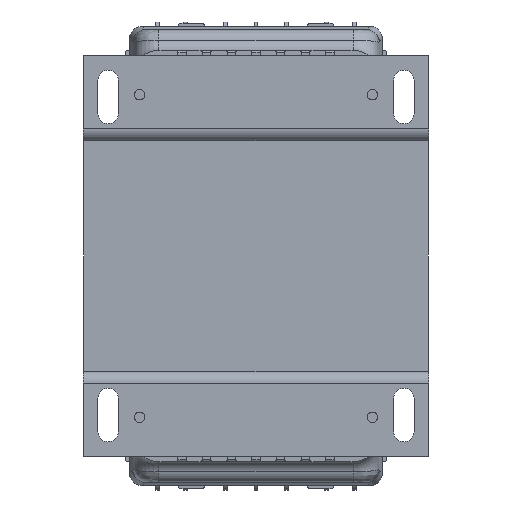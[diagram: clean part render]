
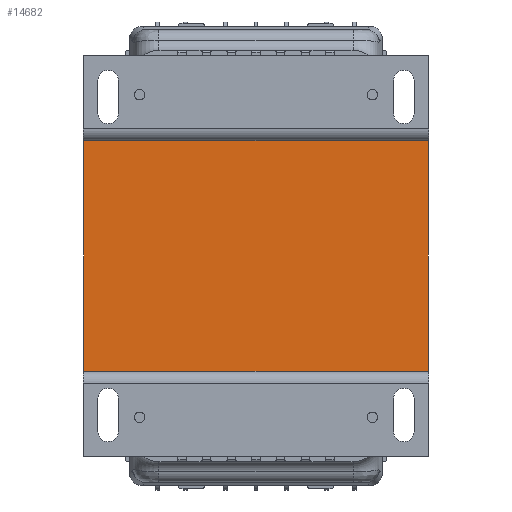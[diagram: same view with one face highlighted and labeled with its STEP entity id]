
A CAD part, front view. The second image highlights one B-rep face of the part: STEP entity #14682.
In plain terms, the highlighted planar face has unit normal (0, -1, 0).
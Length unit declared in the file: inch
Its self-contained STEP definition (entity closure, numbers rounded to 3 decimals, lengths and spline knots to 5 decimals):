
#963 = ORIENTED_EDGE ( 'NONE', *, *, #9146, .F. ) ;
#1699 = CARTESIAN_POINT ( 'NONE',  ( 3.0915, -1.52919, -1.75197 ) ) ;
#2228 = EDGE_CURVE ( 'NONE', #13481, #15519, #4054, .T. ) ;
#2353 = FACE_OUTER_BOUND ( 'NONE', #14013, .T. ) ;
#2549 = DIRECTION ( 'NONE',  ( -1., 0., 0. ) ) ;
#2929 = CARTESIAN_POINT ( 'NONE',  ( -2.15259, -1.52919, 1.75197 ) ) ;
#3003 = VECTOR ( 'NONE', #17557, 39.37008 ) ;
#3131 = VECTOR ( 'NONE', #6667, 39.37008 ) ;
#3486 = CARTESIAN_POINT ( 'NONE',  ( -2.15259, -1.52919, 1.75197 ) ) ;
#3795 = LINE ( 'NONE', #14592, #6006 ) ;
#4054 = LINE ( 'NONE', #3486, #10984 ) ;
#4616 = VERTEX_POINT ( 'NONE', #14934 ) ;
#6006 = VECTOR ( 'NONE', #16128, 39.37008 ) ;
#6667 = DIRECTION ( 'NONE',  ( 0., 0., 1. ) ) ;
#7207 = EDGE_CURVE ( 'NONE', #15519, #16545, #8748, .T. ) ;
#8049 = CARTESIAN_POINT ( 'NONE',  ( -2.15259, -1.52919, 1.75197 ) ) ;
#8748 = LINE ( 'NONE', #14661, #3003 ) ;
#9134 = LINE ( 'NONE', #9729, #3131 ) ;
#9146 = EDGE_CURVE ( 'NONE', #16545, #4616, #3795, .T. ) ;
#9313 = EDGE_CURVE ( 'NONE', #4616, #13481, #9134, .T. ) ;
#9560 = PLANE ( 'NONE',  #12523 ) ;
#9729 = CARTESIAN_POINT ( 'NONE',  ( -2.15259, -1.52919, 1.75197 ) ) ;
#10984 = VECTOR ( 'NONE', #15566, 39.37008 ) ;
#10990 = DIRECTION ( 'NONE',  ( 0., 1., 0. ) ) ;
#12523 = AXIS2_PLACEMENT_3D ( 'NONE', #8049, #10990, #2549 ) ;
#13481 = VERTEX_POINT ( 'NONE', #2929 ) ;
#14013 = EDGE_LOOP ( 'NONE', ( #18055, #16310, #14939, #963 ) ) ;
#14592 = CARTESIAN_POINT ( 'NONE',  ( -2.15259, -1.52919, -1.75197 ) ) ;
#14661 = CARTESIAN_POINT ( 'NONE',  ( 3.0915, -1.52919, 1.75197 ) ) ;
#14682 = ADVANCED_FACE ( 'NONE', ( #2353 ), #9560, .F. ) ;
#14934 = CARTESIAN_POINT ( 'NONE',  ( -2.15259, -1.52919, -1.75197 ) ) ;
#14939 = ORIENTED_EDGE ( 'NONE', *, *, #9313, .F. ) ;
#15519 = VERTEX_POINT ( 'NONE', #17093 ) ;
#15566 = DIRECTION ( 'NONE',  ( 1., 0., 0. ) ) ;
#16128 = DIRECTION ( 'NONE',  ( -1., 0., 0. ) ) ;
#16310 = ORIENTED_EDGE ( 'NONE', *, *, #2228, .F. ) ;
#16545 = VERTEX_POINT ( 'NONE', #1699 ) ;
#17093 = CARTESIAN_POINT ( 'NONE',  ( 3.0915, -1.52919, 1.75197 ) ) ;
#17557 = DIRECTION ( 'NONE',  ( 0., 0., -1. ) ) ;
#18055 = ORIENTED_EDGE ( 'NONE', *, *, #7207, .F. ) ;
